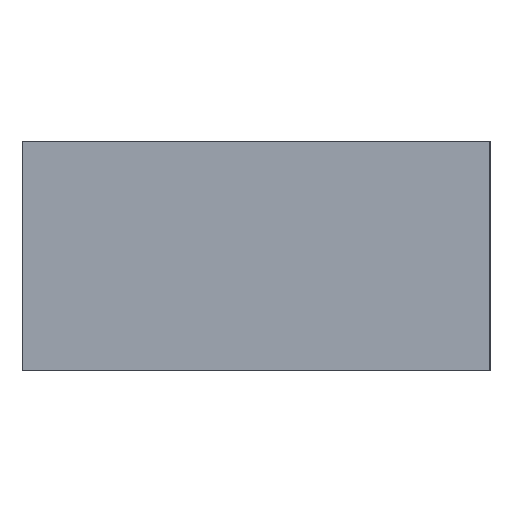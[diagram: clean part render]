
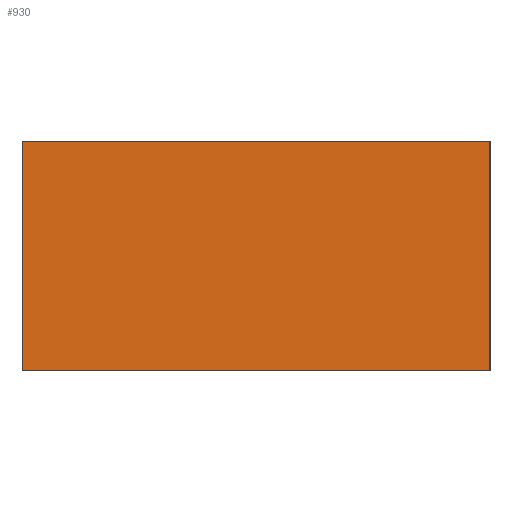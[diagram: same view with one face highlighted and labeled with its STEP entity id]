
A CAD part, left-side view. The second image highlights one B-rep face of the part: STEP entity #930.
In plain terms, the highlighted planar face has unit normal (-1, 0, 0).
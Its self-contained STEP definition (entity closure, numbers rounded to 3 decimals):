
#796=CARTESIAN_POINT('',(-1.054,-0.673,0.0));
#795=VERTEX_POINT('',#796);
#814=CARTESIAN_POINT('',(-1.054,-0.673,0.66));
#813=VERTEX_POINT('',#814);
#822=EDGE_CURVE('',#795,#813,#827,.T.);
#827=LINE('',#796,#829);
#829=VECTOR('',#830,0.66);
#830=DIRECTION('',(0.0,0.0,1.0));
#892=CARTESIAN_POINT('',(-1.054,0.673,0.0));
#891=VERTEX_POINT('',#892);
#902=CARTESIAN_POINT('',(-1.054,0.673,0.66));
#901=VERTEX_POINT('',#902);
#900=EDGE_CURVE('',#901,#891,#905,.T.);
#905=LINE('',#902,#907);
#907=VECTOR('',#908,0.66);
#908=DIRECTION('',(0.0,0.0,-1.0));
#930=ADVANCED_FACE('',(#936),#931,.T.);
#931=PLANE('',#932);
#932=AXIS2_PLACEMENT_3D('',#933,#934,#935);
#933=CARTESIAN_POINT('',(-1.054,0.673,0.0));
#934=DIRECTION('',(-1.0,0.0,0.0));
#935=DIRECTION('',(0.,0.,1.));
#936=FACE_OUTER_BOUND('',#937,.T.);
#937=EDGE_LOOP('',(#938,#948,#958,#968));
#939=EDGE_CURVE('',#795,#891,#944,.T.);
#944=LINE('',#796,#946);
#946=VECTOR('',#947,1.346);
#947=DIRECTION('',(0.0,1.0,0.0));
#938=ORIENTED_EDGE('',*,*,#939,.F.);
#948=ORIENTED_EDGE('',*,*,#822,.T.);
#959=EDGE_CURVE('',#901,#813,#964,.T.);
#964=LINE('',#902,#966);
#966=VECTOR('',#967,1.346);
#967=DIRECTION('',(0.0,-1.0,0.0));
#958=ORIENTED_EDGE('',*,*,#959,.F.);
#968=ORIENTED_EDGE('',*,*,#900,.T.);
